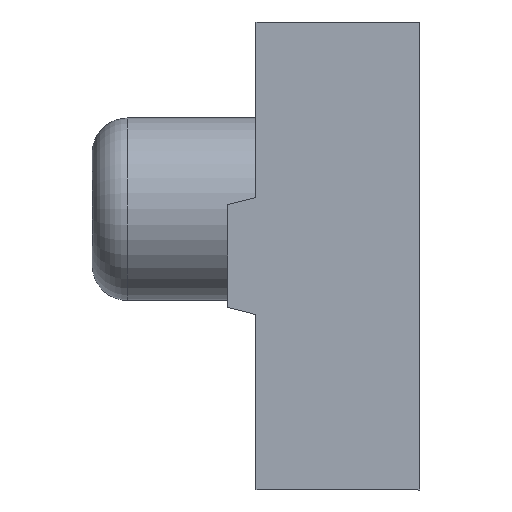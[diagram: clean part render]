
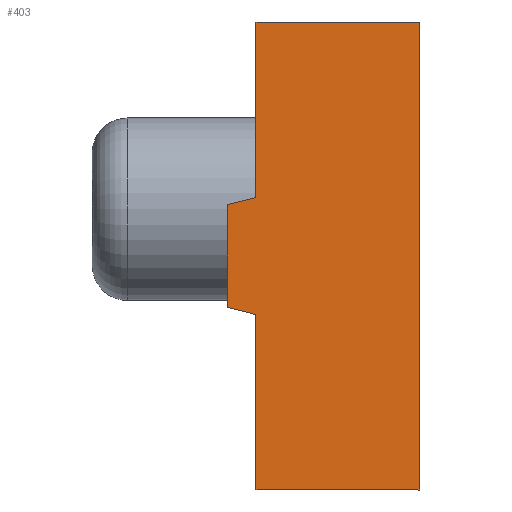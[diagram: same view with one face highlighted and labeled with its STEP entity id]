
A CAD part, front view. The second image highlights one B-rep face of the part: STEP entity #403.
In plain terms, the highlighted planar face has unit normal (0, -1, 0).
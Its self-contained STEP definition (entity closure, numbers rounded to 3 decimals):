
#36=PLANE('',#459);
#55=FACE_OUTER_BOUND('',#78,.T.);
#78=EDGE_LOOP('',(#348,#349,#350,#351,#352,#353,#354,#355));
#88=LINE('',#605,#123);
#98=LINE('',#652,#133);
#102=LINE('',#660,#137);
#107=LINE('',#670,#142);
#110=LINE('',#687,#145);
#111=LINE('',#688,#146);
#112=LINE('',#690,#147);
#113=LINE('',#691,#148);
#123=VECTOR('',#480,10.);
#133=VECTOR('',#526,10.);
#137=VECTOR('',#534,10.);
#142=VECTOR('',#545,10.);
#145=VECTOR('',#566,10.);
#146=VECTOR('',#567,10.);
#147=VECTOR('',#568,10.);
#148=VECTOR('',#569,10.);
#177=VERTEX_POINT('',#601);
#179=VERTEX_POINT('',#604);
#197=VERTEX_POINT('',#649);
#198=VERTEX_POINT('',#651);
#200=VERTEX_POINT('',#659);
#202=VERTEX_POINT('',#669);
#207=VERTEX_POINT('',#686);
#208=VERTEX_POINT('',#689);
#217=EDGE_CURVE('',#179,#177,#88,.T.);
#241=EDGE_CURVE('',#198,#197,#98,.T.);
#245=EDGE_CURVE('',#200,#198,#102,.T.);
#250=EDGE_CURVE('',#202,#200,#107,.T.);
#258=EDGE_CURVE('',#197,#207,#110,.T.);
#259=EDGE_CURVE('',#207,#179,#111,.T.);
#260=EDGE_CURVE('',#208,#177,#112,.T.);
#261=EDGE_CURVE('',#208,#202,#113,.T.);
#348=ORIENTED_EDGE('',*,*,#241,.T.);
#349=ORIENTED_EDGE('',*,*,#258,.T.);
#350=ORIENTED_EDGE('',*,*,#259,.T.);
#351=ORIENTED_EDGE('',*,*,#217,.T.);
#352=ORIENTED_EDGE('',*,*,#260,.F.);
#353=ORIENTED_EDGE('',*,*,#261,.T.);
#354=ORIENTED_EDGE('',*,*,#250,.T.);
#355=ORIENTED_EDGE('',*,*,#245,.T.);
#403=ADVANCED_FACE('',(#55),#36,.F.);
#459=AXIS2_PLACEMENT_3D('',#685,#564,#565);
#480=DIRECTION('',(0.,0.,1.));
#526=DIRECTION('',(0.97,0.,-0.243));
#534=DIRECTION('',(0.,0.,-1.));
#545=DIRECTION('',(-0.97,0.,-0.243));
#564=DIRECTION('center_axis',(0.,1.,0.));
#565=DIRECTION('ref_axis',(0.,0.,1.));
#566=DIRECTION('',(0.,0.,-1.));
#567=DIRECTION('',(1.,0.,0.));
#568=DIRECTION('',(1.,0.,0.));
#569=DIRECTION('',(0.,0.,-1.));
#601=CARTESIAN_POINT('',(47.,266.,0.));
#604=CARTESIAN_POINT('',(47.,266.,-20.));
#605=CARTESIAN_POINT('',(47.,266.,0.));
#649=CARTESIAN_POINT('',(40.,266.,-12.5));
#651=CARTESIAN_POINT('',(38.8,266.,-12.2));
#652=CARTESIAN_POINT('',(40.582,266.,-12.646));
#659=CARTESIAN_POINT('',(38.8,266.,-7.8));
#660=CARTESIAN_POINT('',(38.8,266.,-7.5));
#669=CARTESIAN_POINT('',(40.,266.,-7.5));
#670=CARTESIAN_POINT('',(38.229,266.,-7.943));
#685=CARTESIAN_POINT('Origin',(40.,266.,-20.));
#686=CARTESIAN_POINT('',(40.,266.,-20.));
#687=CARTESIAN_POINT('',(40.,266.,0.));
#688=CARTESIAN_POINT('',(40.,266.,-20.));
#689=CARTESIAN_POINT('',(40.,266.,0.));
#690=CARTESIAN_POINT('',(40.,266.,0.));
#691=CARTESIAN_POINT('',(40.,266.,0.));
